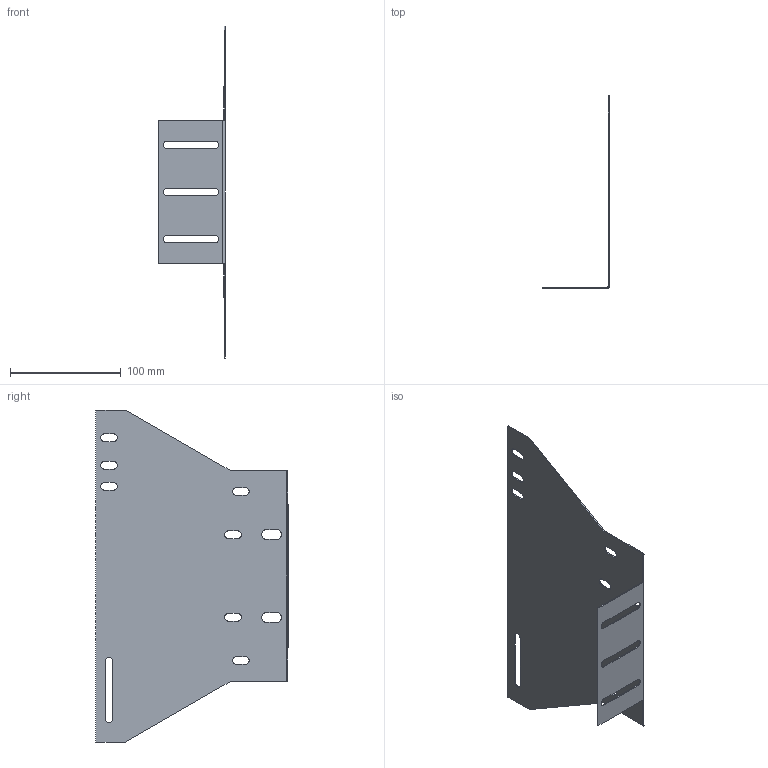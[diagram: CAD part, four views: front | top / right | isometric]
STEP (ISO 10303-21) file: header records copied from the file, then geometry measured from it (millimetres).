
FILE_DESCRIPTION (( 'STEP AP214' ), '1' );
FILE_NAME ('7205792.stp', '2021-03-24T16:01:40', ( '' ), ( '' ), 'SwSTEP 2.0', 'SolidWorks 2020', '' );
FILE_SCHEMA (( 'AUTOMOTIVE_DESIGN' ));
Length unit declared in the file: millimetre
Products named in the file (1): 7205792
Bounding box: 60 x 174 x 300 mm (x, y, z)
Volume: 46458.4 mm3; surface area: 94709.5 mm2
Topology: 1 solids, 1 shells, 74 faces, 208 edges, 136 vertices
Faces by surface type: plane 46, cylinder 28
Entity records: 3200 total; most frequent: CARTESIAN_POINT 419, DIRECTION 418, ORIENTED_EDGE 416, EDGE_CURVE 208, LINE 148, VECTOR 148, VERTEX_POINT 136, AXIS2_PLACEMENT_3D 135
